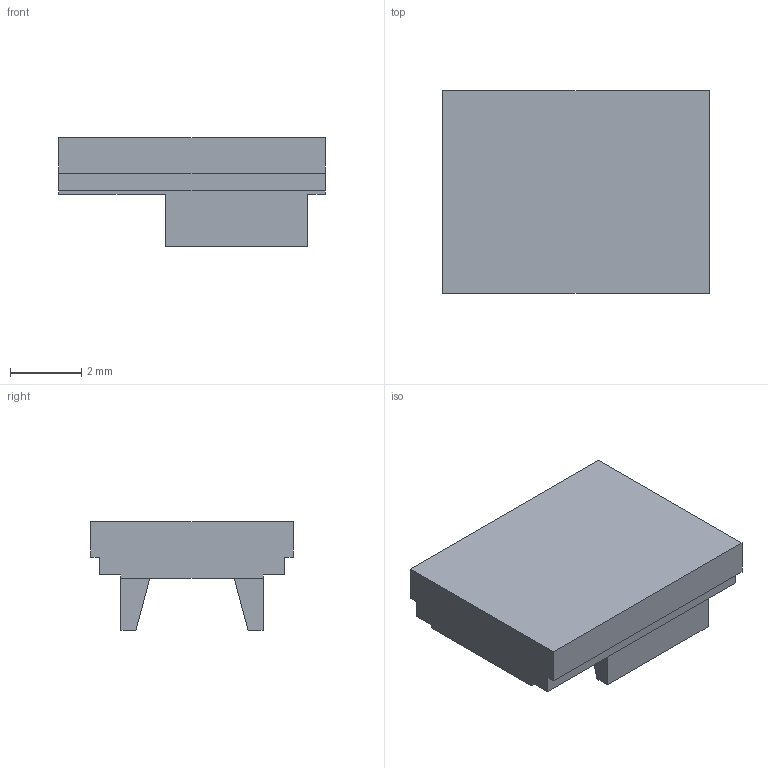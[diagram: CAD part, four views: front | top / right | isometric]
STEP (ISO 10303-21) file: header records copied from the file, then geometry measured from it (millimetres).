
FILE_DESCRIPTION(('CATIA V5 STEP','CAx-IF Rec.Pracs.--- Model Styling and Organization---1.4--- 2014-01-23'),'2;1');
FILE_NAME ('136848-7_0_2619920000_67792_DEK_5X7-5_MM_WS_Simple3D.stp','2021-06-25T13:45:30+00:00',('none'),('Weidmueller'),'CATIA Version 5-6 Release 2016 SP3 HF44','CATIA V5 STEP AP214','none');
FILE_SCHEMA(('AUTOMOTIVE_DESIGN { 1 0 10303 214 1 1 1 1 }'));
Length unit declared in the file: millimetre
Products named in the file (1): 67792_DEK_5X7-5_MM_WS
Bounding box: 7.5 x 5.7 x 3.06 mm (x, y, z)
Volume: 72.5 mm3; surface area: 151.2 mm2
Topology: 1 solids, 1 shells, 22 faces, 60 edges, 40 vertices
Faces by surface type: plane 22
Entity records: 680 total; most frequent: ORIENTED_EDGE 120, CARTESIAN_POINT 118, DIRECTION 94, VECTOR 60, EDGE_CURVE 60, LINE 60, VERTEX_POINT 40, ADVANCED_FACE 22
